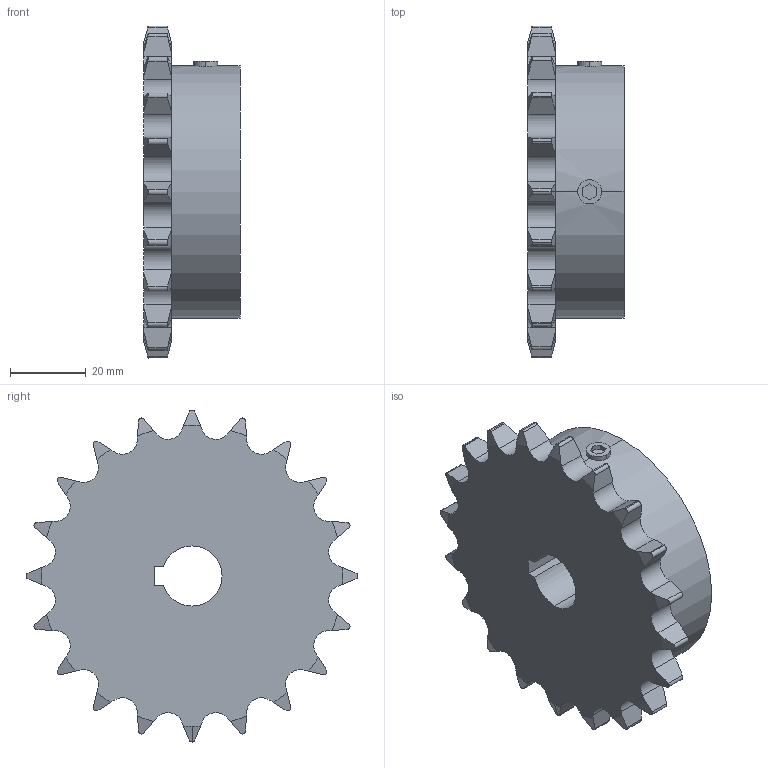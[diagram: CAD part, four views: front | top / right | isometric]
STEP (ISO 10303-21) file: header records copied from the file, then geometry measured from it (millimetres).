
FILE_DESCRIPTION (( 'STEP AP214' ), '1' );
FILE_NAME ('Martin Sprocket Gear-40BS20HT 58.STEP', '2021-01-14T04:36:37', ( '' ), ( '' ), 'SwSTEP 2.0', 'SolidWorks 2020', '' );
FILE_SCHEMA (( 'AUTOMOTIVE_DESIGN' ));
Length unit declared in the file: inch
Products named in the file (1): Martin Sprocket  Gear-40BS20HT 58
Bounding box: 25.4 x 87.81 x 87.81 mm (x, y, z)
Volume: 92885.8 mm3; surface area: 19168.3 mm2
Topology: 3 solids, 3 shells, 175 faces, 506 edges, 337 vertices
Faces by surface type: plane 67, cylinder 66, cone 42
Entity records: 6399 total; most frequent: CARTESIAN_POINT 1896, ORIENTED_EDGE 1012, DIRECTION 823, EDGE_CURVE 506, VERTEX_POINT 337, AXIS2_PLACEMENT_3D 290, LINE 243, VECTOR 243
